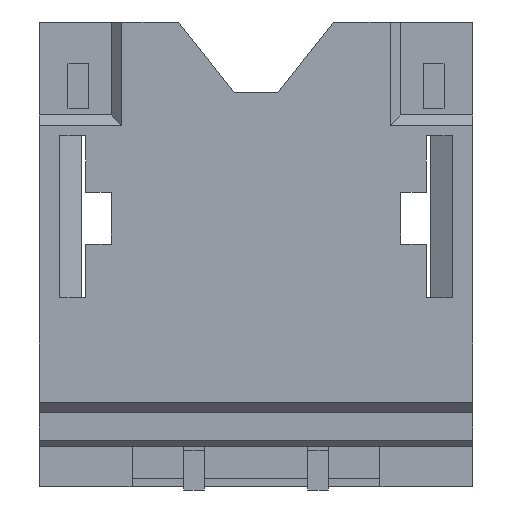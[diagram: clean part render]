
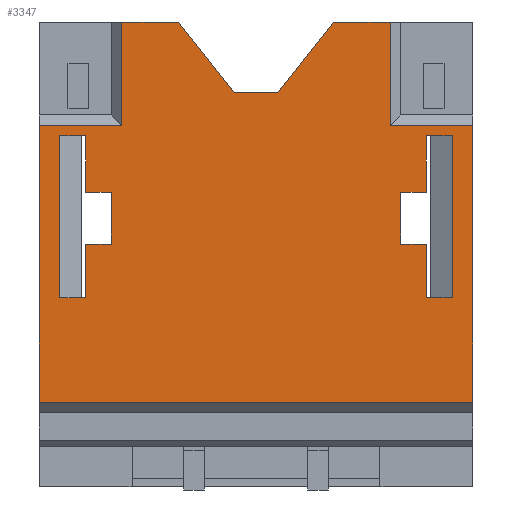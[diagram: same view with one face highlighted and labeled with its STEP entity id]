
A CAD part, front view. The second image highlights one B-rep face of the part: STEP entity #3347.
In plain terms, the highlighted planar face has unit normal (0, -1, 0).
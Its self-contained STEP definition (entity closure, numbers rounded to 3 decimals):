
#94=FACE_BOUND('',#315,.T.);
#95=FACE_BOUND('',#316,.T.);
#145=FACE_OUTER_BOUND('',#314,.T.);
#314=EDGE_LOOP('',(#2497,#2498,#2499,#2500,#2501,#2502,#2503,#2504,#2505,
#2506,#2507,#2508));
#315=EDGE_LOOP('',(#2509,#2510,#2511,#2512,#2513,#2514,#2515,#2516));
#316=EDGE_LOOP('',(#2517,#2518,#2519,#2520,#2521,#2522,#2523,#2524));
#445=LINE('',#4493,#916);
#449=LINE('',#4500,#920);
#459=LINE('',#4520,#930);
#495=LINE('',#4594,#966);
#507=LINE('',#4618,#978);
#517=LINE('',#4638,#988);
#525=LINE('',#4654,#996);
#644=LINE('',#4885,#1115);
#654=LINE('',#4905,#1125);
#658=LINE('',#4912,#1129);
#659=LINE('',#4916,#1130);
#660=LINE('',#4917,#1131);
#661=LINE('',#4918,#1132);
#662=LINE('',#4920,#1133);
#663=LINE('',#4922,#1134);
#664=LINE('',#4923,#1135);
#665=LINE('',#4926,#1136);
#666=LINE('',#4927,#1137);
#667=LINE('',#4928,#1138);
#668=LINE('',#4930,#1139);
#669=LINE('',#4932,#1140);
#670=LINE('',#4933,#1141);
#671=LINE('',#4936,#1142);
#672=LINE('',#4938,#1143);
#673=LINE('',#4939,#1144);
#674=LINE('',#4940,#1145);
#675=LINE('',#4942,#1146);
#676=LINE('',#4943,#1147);
#916=VECTOR('',#3666,0.42);
#920=VECTOR('',#3672,0.868);
#930=VECTOR('',#3684,0.55);
#966=VECTOR('',#3728,0.25);
#978=VECTOR('',#3742,0.25);
#988=VECTOR('',#3756,0.25);
#996=VECTOR('',#3766,0.25);
#1115=VECTOR('',#3949,0.55);
#1125=VECTOR('',#3961,1.);
#1129=VECTOR('',#3967,0.8);
#1130=VECTOR('',#3970,0.8);
#1131=VECTOR('',#3971,1.);
#1132=VECTOR('',#3972,0.868);
#1133=VECTOR('',#3973,2.68);
#1134=VECTOR('',#3974,4.2);
#1135=VECTOR('',#3975,2.68);
#1136=VECTOR('',#3976,0.25);
#1137=VECTOR('',#3977,0.52);
#1138=VECTOR('',#3978,1.57);
#1139=VECTOR('',#3979,0.55);
#1140=VECTOR('',#3980,0.25);
#1141=VECTOR('',#3981,0.5);
#1142=VECTOR('',#3982,0.5);
#1143=VECTOR('',#3983,0.25);
#1144=VECTOR('',#3984,0.55);
#1145=VECTOR('',#3985,1.57);
#1146=VECTOR('',#3986,0.52);
#1147=VECTOR('',#3987,0.25);
#1387=VERTEX_POINT('',#4490);
#1388=VERTEX_POINT('',#4492);
#1390=VERTEX_POINT('',#4498);
#1399=VERTEX_POINT('',#4518);
#1432=VERTEX_POINT('',#4591);
#1433=VERTEX_POINT('',#4593);
#1443=VERTEX_POINT('',#4615);
#1444=VERTEX_POINT('',#4617);
#1451=VERTEX_POINT('',#4635);
#1452=VERTEX_POINT('',#4637);
#1458=VERTEX_POINT('',#4651);
#1459=VERTEX_POINT('',#4653);
#1538=VERTEX_POINT('',#4882);
#1539=VERTEX_POINT('',#4884);
#1548=VERTEX_POINT('',#4903);
#1550=VERTEX_POINT('',#4910);
#1551=VERTEX_POINT('',#4914);
#1552=VERTEX_POINT('',#4915);
#1553=VERTEX_POINT('',#4919);
#1554=VERTEX_POINT('',#4921);
#1555=VERTEX_POINT('',#4924);
#1556=VERTEX_POINT('',#4925);
#1557=VERTEX_POINT('',#4929);
#1558=VERTEX_POINT('',#4931);
#1559=VERTEX_POINT('',#4934);
#1560=VERTEX_POINT('',#4935);
#1561=VERTEX_POINT('',#4937);
#1562=VERTEX_POINT('',#4941);
#1703=EDGE_CURVE('',#1388,#1387,#445,.T.);
#1707=EDGE_CURVE('',#1387,#1390,#449,.T.);
#1717=EDGE_CURVE('',#1399,#1390,#459,.T.);
#1753=EDGE_CURVE('',#1433,#1432,#495,.T.);
#1765=EDGE_CURVE('',#1444,#1443,#507,.T.);
#1775=EDGE_CURVE('',#1451,#1452,#517,.T.);
#1783=EDGE_CURVE('',#1458,#1459,#525,.T.);
#1902=EDGE_CURVE('',#1538,#1539,#644,.T.);
#1912=EDGE_CURVE('',#1399,#1548,#654,.T.);
#1916=EDGE_CURVE('',#1550,#1548,#658,.T.);
#1917=EDGE_CURVE('',#1551,#1552,#659,.T.);
#1918=EDGE_CURVE('',#1539,#1551,#660,.T.);
#1919=EDGE_CURVE('',#1538,#1388,#661,.T.);
#1920=EDGE_CURVE('',#1553,#1550,#662,.T.);
#1921=EDGE_CURVE('',#1553,#1554,#663,.T.);
#1922=EDGE_CURVE('',#1552,#1554,#664,.T.);
#1923=EDGE_CURVE('',#1555,#1556,#665,.T.);
#1924=EDGE_CURVE('',#1452,#1556,#666,.T.);
#1925=EDGE_CURVE('',#1451,#1433,#667,.T.);
#1926=EDGE_CURVE('',#1557,#1432,#668,.T.);
#1927=EDGE_CURVE('',#1557,#1558,#669,.T.);
#1928=EDGE_CURVE('',#1558,#1555,#670,.T.);
#1929=EDGE_CURVE('',#1559,#1560,#671,.T.);
#1930=EDGE_CURVE('',#1560,#1561,#672,.T.);
#1931=EDGE_CURVE('',#1561,#1444,#673,.T.);
#1932=EDGE_CURVE('',#1459,#1443,#674,.T.);
#1933=EDGE_CURVE('',#1458,#1562,#675,.T.);
#1934=EDGE_CURVE('',#1562,#1559,#676,.T.);
#2497=ORIENTED_EDGE('',*,*,#1917,.F.);
#2498=ORIENTED_EDGE('',*,*,#1918,.F.);
#2499=ORIENTED_EDGE('',*,*,#1902,.F.);
#2500=ORIENTED_EDGE('',*,*,#1919,.T.);
#2501=ORIENTED_EDGE('',*,*,#1703,.T.);
#2502=ORIENTED_EDGE('',*,*,#1707,.T.);
#2503=ORIENTED_EDGE('',*,*,#1717,.F.);
#2504=ORIENTED_EDGE('',*,*,#1912,.T.);
#2505=ORIENTED_EDGE('',*,*,#1916,.F.);
#2506=ORIENTED_EDGE('',*,*,#1920,.F.);
#2507=ORIENTED_EDGE('',*,*,#1921,.T.);
#2508=ORIENTED_EDGE('',*,*,#1922,.F.);
#2509=ORIENTED_EDGE('',*,*,#1923,.T.);
#2510=ORIENTED_EDGE('',*,*,#1924,.F.);
#2511=ORIENTED_EDGE('',*,*,#1775,.F.);
#2512=ORIENTED_EDGE('',*,*,#1925,.T.);
#2513=ORIENTED_EDGE('',*,*,#1753,.T.);
#2514=ORIENTED_EDGE('',*,*,#1926,.F.);
#2515=ORIENTED_EDGE('',*,*,#1927,.T.);
#2516=ORIENTED_EDGE('',*,*,#1928,.T.);
#2517=ORIENTED_EDGE('',*,*,#1929,.T.);
#2518=ORIENTED_EDGE('',*,*,#1930,.T.);
#2519=ORIENTED_EDGE('',*,*,#1931,.T.);
#2520=ORIENTED_EDGE('',*,*,#1765,.T.);
#2521=ORIENTED_EDGE('',*,*,#1932,.F.);
#2522=ORIENTED_EDGE('',*,*,#1783,.F.);
#2523=ORIENTED_EDGE('',*,*,#1933,.T.);
#2524=ORIENTED_EDGE('',*,*,#1934,.T.);
#3183=PLANE('',#3529);
#3347=ADVANCED_FACE('',(#145,#94,#95),#3183,.F.);
#3529=AXIS2_PLACEMENT_3D('',#4913,#3968,#3969);
#3666=DIRECTION('',(-1.,0.,0.));
#3672=DIRECTION('',(-0.622,0.,0.783));
#3684=DIRECTION('',(1.,0.,0.));
#3728=DIRECTION('',(1.,0.,0.));
#3742=DIRECTION('',(1.,0.,0.));
#3756=DIRECTION('',(1.,0.,0.));
#3766=DIRECTION('',(1.,0.,0.));
#3949=DIRECTION('',(1.,0.,0.));
#3961=DIRECTION('',(0.,0.,-1.));
#3967=DIRECTION('',(1.,0.,0.));
#3968=DIRECTION('center_axis',(0.,1.,0.));
#3969=DIRECTION('ref_axis',(1.,0.,0.));
#3970=DIRECTION('',(1.,0.,0.));
#3971=DIRECTION('',(0.,0.,-1.));
#3972=DIRECTION('',(-0.622,0.,-0.783));
#3973=DIRECTION('',(0.,0.,1.));
#3974=DIRECTION('',(1.,0.,0.));
#3975=DIRECTION('',(0.,0.,-1.));
#3976=DIRECTION('',(-1.,0.,0.));
#3977=DIRECTION('',(0.,0.,1.));
#3978=DIRECTION('',(0.,0.,1.));
#3979=DIRECTION('',(0.,0.,1.));
#3980=DIRECTION('',(1.,0.,0.));
#3981=DIRECTION('',(0.,0.,-1.));
#3982=DIRECTION('',(0.,0.,1.));
#3983=DIRECTION('',(1.,0.,0.));
#3984=DIRECTION('',(0.,0.,1.));
#3985=DIRECTION('',(0.,0.,1.));
#3986=DIRECTION('',(0.,0.,1.));
#3987=DIRECTION('',(-1.,0.,0.));
#4490=CARTESIAN_POINT('',(-0.21,-1.4,1.57));
#4492=CARTESIAN_POINT('',(0.21,-1.4,1.57));
#4493=CARTESIAN_POINT('',(0.21,-1.4,1.57));
#4498=CARTESIAN_POINT('',(-0.75,-1.4,2.25));
#4500=CARTESIAN_POINT('',(-0.21,-1.4,1.57));
#4518=CARTESIAN_POINT('',(-1.3,-1.4,2.25));
#4520=CARTESIAN_POINT('',(-1.3,-1.4,2.25));
#4591=CARTESIAN_POINT('',(-1.65,-1.4,1.15));
#4593=CARTESIAN_POINT('',(-1.9,-1.4,1.15));
#4594=CARTESIAN_POINT('',(-1.9,-1.4,1.15));
#4615=CARTESIAN_POINT('',(1.9,-1.4,1.15));
#4617=CARTESIAN_POINT('',(1.65,-1.4,1.15));
#4618=CARTESIAN_POINT('',(1.65,-1.4,1.15));
#4635=CARTESIAN_POINT('',(-1.9,-1.4,-0.42));
#4637=CARTESIAN_POINT('',(-1.65,-1.4,-0.42));
#4638=CARTESIAN_POINT('',(-1.9,-1.4,-0.42));
#4651=CARTESIAN_POINT('',(1.65,-1.4,-0.42));
#4653=CARTESIAN_POINT('',(1.9,-1.4,-0.42));
#4654=CARTESIAN_POINT('',(1.65,-1.4,-0.42));
#4882=CARTESIAN_POINT('',(0.75,-1.4,2.25));
#4884=CARTESIAN_POINT('',(1.3,-1.4,2.25));
#4885=CARTESIAN_POINT('',(0.75,-1.4,2.25));
#4903=CARTESIAN_POINT('',(-1.3,-1.4,1.25));
#4905=CARTESIAN_POINT('',(-1.3,-1.4,2.25));
#4910=CARTESIAN_POINT('',(-2.1,-1.4,1.25));
#4912=CARTESIAN_POINT('',(-2.1,-1.4,1.25));
#4913=CARTESIAN_POINT('Origin',(0.,-1.4,0.));
#4914=CARTESIAN_POINT('',(1.3,-1.4,1.25));
#4915=CARTESIAN_POINT('',(2.1,-1.4,1.25));
#4916=CARTESIAN_POINT('',(1.3,-1.4,1.25));
#4917=CARTESIAN_POINT('',(1.3,-1.4,2.25));
#4918=CARTESIAN_POINT('',(0.75,-1.4,2.25));
#4919=CARTESIAN_POINT('',(-2.1,-1.4,-1.43));
#4920=CARTESIAN_POINT('',(-2.1,-1.4,-1.43));
#4921=CARTESIAN_POINT('',(2.1,-1.4,-1.43));
#4922=CARTESIAN_POINT('',(-2.1,-1.4,-1.43));
#4923=CARTESIAN_POINT('',(2.1,-1.4,1.25));
#4924=CARTESIAN_POINT('',(-1.4,-1.4,0.1));
#4925=CARTESIAN_POINT('',(-1.65,-1.4,0.1));
#4926=CARTESIAN_POINT('',(-1.4,-1.4,0.1));
#4927=CARTESIAN_POINT('',(-1.65,-1.4,-0.42));
#4928=CARTESIAN_POINT('',(-1.9,-1.4,-0.42));
#4929=CARTESIAN_POINT('',(-1.65,-1.4,0.6));
#4930=CARTESIAN_POINT('',(-1.65,-1.4,0.6));
#4931=CARTESIAN_POINT('',(-1.4,-1.4,0.6));
#4932=CARTESIAN_POINT('',(-1.65,-1.4,0.6));
#4933=CARTESIAN_POINT('',(-1.4,-1.4,0.6));
#4934=CARTESIAN_POINT('',(1.4,-1.4,0.1));
#4935=CARTESIAN_POINT('',(1.4,-1.4,0.6));
#4936=CARTESIAN_POINT('',(1.4,-1.4,0.1));
#4937=CARTESIAN_POINT('',(1.65,-1.4,0.6));
#4938=CARTESIAN_POINT('',(1.4,-1.4,0.6));
#4939=CARTESIAN_POINT('',(1.65,-1.4,0.6));
#4940=CARTESIAN_POINT('',(1.9,-1.4,-0.42));
#4941=CARTESIAN_POINT('',(1.65,-1.4,0.1));
#4942=CARTESIAN_POINT('',(1.65,-1.4,-0.42));
#4943=CARTESIAN_POINT('',(1.65,-1.4,0.1));
